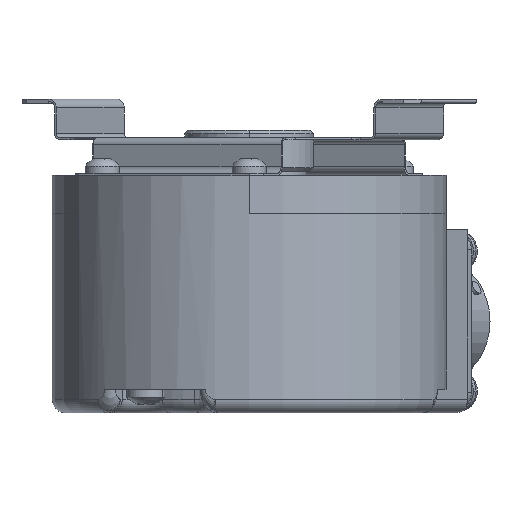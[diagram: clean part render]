
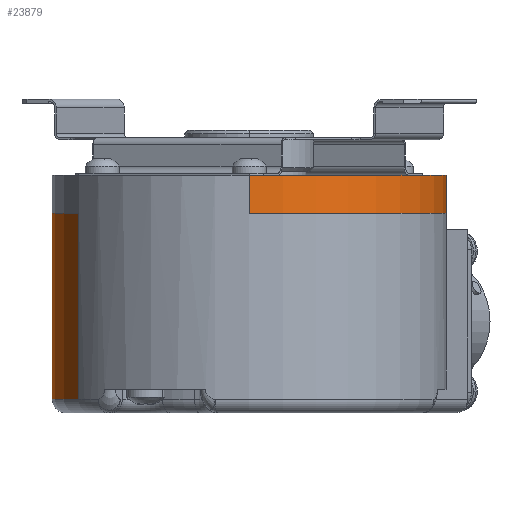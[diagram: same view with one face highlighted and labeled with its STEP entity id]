
A CAD part, left-side view. The second image highlights one B-rep face of the part: STEP entity #23879.
In plain terms, the highlighted cylindrical face has radius 29 mm (diameter 58 mm), a partial arc.
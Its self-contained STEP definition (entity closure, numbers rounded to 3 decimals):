
#395=DIRECTION('',(0.,0.,-1.));
#396=VECTOR('',#395,2.4);
#397=CARTESIAN_POINT('',(14.5,-25.115,12.4));
#398=LINE('',#397,#396);
#499=CARTESIAN_POINT('',(0.,0.,12.4));
#500=DIRECTION('',(0.,0.,1.));
#501=DIRECTION('',(1.,0.,0.));
#502=AXIS2_PLACEMENT_3D('',#499,#500,#501);
#504=DIRECTION('',(0.,0.,1.));
#505=VECTOR('',#504,5.6);
#506=CARTESIAN_POINT('',(29.,0.,12.4));
#507=LINE('',#506,#505);
#508=DIRECTION('',(0.,0.,-1.));
#509=VECTOR('',#508,27.4);
#510=CARTESIAN_POINT('',(-14.5,25.115,12.4));
#511=LINE('',#510,#509);
#512=CARTESIAN_POINT('',(18.616,22.236,-15.));
#513=CARTESIAN_POINT('',(18.637,22.218,-15.004));
#514=CARTESIAN_POINT('',(18.683,22.18,-14.993));
#515=CARTESIAN_POINT('',(18.755,22.119,-14.981));
#516=CARTESIAN_POINT('',(18.83,22.055,-14.957));
#517=CARTESIAN_POINT('',(18.908,21.988,-14.924));
#518=CARTESIAN_POINT('',(18.989,21.918,-14.881));
#519=CARTESIAN_POINT('',(19.071,21.847,-14.827));
#520=CARTESIAN_POINT('',(19.155,21.774,-14.762));
#521=CARTESIAN_POINT('',(19.236,21.702,-14.687));
#522=CARTESIAN_POINT('',(19.315,21.632,-14.603));
#523=CARTESIAN_POINT('',(19.389,21.566,-14.511));
#524=CARTESIAN_POINT('',(19.456,21.505,-14.414));
#525=CARTESIAN_POINT('',(19.516,21.451,-14.314));
#526=CARTESIAN_POINT('',(19.567,21.404,-14.213));
#527=CARTESIAN_POINT('',(19.61,21.365,-14.112));
#528=CARTESIAN_POINT('',(19.645,21.332,-14.014));
#529=CARTESIAN_POINT('',(19.673,21.307,-13.918));
#530=CARTESIAN_POINT('',(19.693,21.288,-13.826));
#531=CARTESIAN_POINT('',(19.707,21.275,-13.737));
#532=CARTESIAN_POINT('',(19.715,21.268,-13.651));
#533=CARTESIAN_POINT('',(19.718,21.265,-13.596));
#534=CARTESIAN_POINT('',(19.717,21.266,-13.57));
#536=CARTESIAN_POINT('',(28.565,5.004,-15.));
#537=CARTESIAN_POINT('',(28.56,5.031,-15.004));
#538=CARTESIAN_POINT('',(28.55,5.09,-14.993));
#539=CARTESIAN_POINT('',(28.533,5.183,-14.981));
#540=CARTESIAN_POINT('',(28.515,5.28,-14.957));
#541=CARTESIAN_POINT('',(28.496,5.381,-14.924));
#542=CARTESIAN_POINT('',(28.476,5.486,-14.881));
#543=CARTESIAN_POINT('',(28.456,5.593,-14.827));
#544=CARTESIAN_POINT('',(28.434,5.701,-14.762));
#545=CARTESIAN_POINT('',(28.412,5.808,-14.687));
#546=CARTESIAN_POINT('',(28.391,5.911,-14.603));
#547=CARTESIAN_POINT('',(28.371,6.008,-14.511));
#548=CARTESIAN_POINT('',(28.352,6.097,-14.414));
#549=CARTESIAN_POINT('',(28.335,6.175,-14.314));
#550=CARTESIAN_POINT('',(28.32,6.243,-14.213));
#551=CARTESIAN_POINT('',(28.307,6.301,-14.112));
#552=CARTESIAN_POINT('',(28.297,6.347,-14.014));
#553=CARTESIAN_POINT('',(28.289,6.384,-13.918));
#554=CARTESIAN_POINT('',(28.283,6.411,-13.826));
#555=CARTESIAN_POINT('',(28.278,6.43,-13.737));
#556=CARTESIAN_POINT('',(28.276,6.44,-13.651));
#557=CARTESIAN_POINT('',(28.275,6.444,-13.596));
#558=CARTESIAN_POINT('',(28.275,6.443,-13.57));
#560=DIRECTION('',(0.,0.,-1.));
#561=VECTOR('',#560,25.);
#562=CARTESIAN_POINT('',(28.781,3.561,10.));
#563=LINE('',#562,#561);
#564=CARTESIAN_POINT('',(0.,0.,12.4));
#565=DIRECTION('',(0.,0.,1.));
#566=DIRECTION('',(-1.,0.,0.));
#567=AXIS2_PLACEMENT_3D('',#564,#565,#566);
#569=DIRECTION('',(0.,0.,1.));
#570=VECTOR('',#569,5.6);
#571=CARTESIAN_POINT('',(-29.,0.,12.4));
#572=LINE('',#571,#570);
#573=CARTESIAN_POINT('',(0.,0.,-15.));
#574=DIRECTION('',(0.,0.,-1.));
#575=DIRECTION('',(-0.5,0.866,0.));
#576=AXIS2_PLACEMENT_3D('',#573,#574,#575);
#1375=CARTESIAN_POINT('',(0.,0.,18.));
#1376=DIRECTION('',(0.,0.,1.));
#1377=DIRECTION('',(-1.,0.,0.));
#1378=AXIS2_PLACEMENT_3D('',#1375,#1376,#1377);
#13427=CARTESIAN_POINT('',(0.,0.,-13.5));
#13428=DIRECTION('',(0.,0.,1.));
#13429=DIRECTION('',(0.975,0.222,0.));
#13430=AXIS2_PLACEMENT_3D('',#13427,#13428,#13429);
#13489=DIRECTION('',(0.,0.,1.));
#13490=VECTOR('',#13489,0.07);
#13491=CARTESIAN_POINT('',(19.717,21.266,
-13.57));
#13492=LINE('',#13491,#13490);
#13684=CARTESIAN_POINT('',(0.,0.,-15.));
#13685=DIRECTION('',(0.,0.,-1.));
#13686=DIRECTION('',(0.985,0.173,0.));
#13687=AXIS2_PLACEMENT_3D('',#13684,#13685,#13686);
#13713=CARTESIAN_POINT('',(0.,0.,10.));
#13714=DIRECTION('',(0.,0.,-1.));
#13715=DIRECTION('',(0.992,0.123,0.));
#13716=AXIS2_PLACEMENT_3D('',#13713,#13714,#13715);
#13754=DIRECTION('',(0.,0.,-1.));
#13755=VECTOR('',#13754,0.07);
#13756=CARTESIAN_POINT('',(28.275,6.443,-13.5));
#13757=LINE('',#13756,#13755);
#19219=CARTESIAN_POINT('',(29.,0.,18.));
#19220=CARTESIAN_POINT('',(-29.,0.,18.));
#19221=VERTEX_POINT('',#19219);
#19222=VERTEX_POINT('',#19220);
#22577=CARTESIAN_POINT('',(28.781,3.561,10.));
#22578=CARTESIAN_POINT('',(14.5,-25.115,10.));
#22579=VERTEX_POINT('',#22577);
#22580=VERTEX_POINT('',#22578);
#22583=CARTESIAN_POINT('',(28.275,6.443,-13.5));
#22584=CARTESIAN_POINT('',(19.717,21.266,-13.5));
#22585=VERTEX_POINT('',#22583);
#22586=VERTEX_POINT('',#22584);
#22605=CARTESIAN_POINT('',(28.781,3.561,-15.));
#22606=VERTEX_POINT('',#22605);
#22609=CARTESIAN_POINT('',(28.565,5.004,-15.));
#22610=VERTEX_POINT('',#22609);
#22627=CARTESIAN_POINT('',(-14.5,25.115,-15.));
#22628=CARTESIAN_POINT('',(18.616,22.236,-15.));
#22629=VERTEX_POINT('',#22627);
#22630=VERTEX_POINT('',#22628);
#22789=VERTEX_POINT('',#558);
#22793=CARTESIAN_POINT('',(19.717,21.266,
-13.57));
#22794=VERTEX_POINT('',#22793);
#22925=CARTESIAN_POINT('',(29.,0.,12.4));
#22926=CARTESIAN_POINT('',(-14.5,25.115,12.4));
#22927=VERTEX_POINT('',#22925);
#22928=VERTEX_POINT('',#22926);
#22929=CARTESIAN_POINT('',(-29.,0.,12.4));
#22930=CARTESIAN_POINT('',(14.5,-25.115,12.4));
#22931=VERTEX_POINT('',#22929);
#22932=VERTEX_POINT('',#22930);
#23846=CARTESIAN_POINT('',(0.,0.,0.));
#23847=DIRECTION('',(0.,0.,1.));
#23848=DIRECTION('',(1.,0.,0.));
#23849=AXIS2_PLACEMENT_3D('',#23846,#23847,#23848);
#23850=CYLINDRICAL_SURFACE('',#23849,29.);
#23851=ORIENTED_EDGE('',*,*,#23839,.F.);
#23852=ORIENTED_EDGE('',*,*,#23837,.T.);
#23853=ORIENTED_EDGE('',*,*,#23835,.T.);
#23855=ORIENTED_EDGE('',*,*,#23854,.T.);
#23857=ORIENTED_EDGE('',*,*,#23856,.T.);
#23859=ORIENTED_EDGE('',*,*,#23858,.T.);
#23861=ORIENTED_EDGE('',*,*,#23860,.F.);
#23863=ORIENTED_EDGE('',*,*,#23862,.T.);
#23865=ORIENTED_EDGE('',*,*,#23864,.F.);
#23867=ORIENTED_EDGE('',*,*,#23866,.T.);
#23869=ORIENTED_EDGE('',*,*,#23868,.F.);
#23871=ORIENTED_EDGE('',*,*,#23870,.T.);
#23872=ORIENTED_EDGE('',*,*,#23804,.F.);
#23873=ORIENTED_EDGE('',*,*,#23802,.F.);
#23874=ORIENTED_EDGE('',*,*,#23800,.T.);
#23876=ORIENTED_EDGE('',*,*,#23875,.T.);
#23877=EDGE_LOOP('',(#23851,#23852,#23853,#23855,#23857,#23859,#23861,#23863,
#23865,#23867,#23869,#23871,#23872,#23873,#23874,#23876));
#23878=FACE_OUTER_BOUND('',#23877,.F.);
#503=CIRCLE('',#502,29.);
#535=B_SPLINE_CURVE_WITH_KNOTS('',3,(#512,#513,#514,#515,#516,#517,#518,#519,
#520,#521,#522,#523,#524,#525,#526,#527,#528,#529,#530,#531,#532,#533,#534),
.UNSPECIFIED.,.F.,.F.,(4,1,1,1,1,1,1,1,1,1,1,1,1,1,1,1,1,1,1,1,4),(0.,0.05,
0.1,0.15,0.2,0.25,0.3,0.35,0.4,0.45,0.5,0.55,0.6,0.65,
0.7,0.75,0.8,0.85,0.9,0.95,1.),.UNSPECIFIED.);
#559=B_SPLINE_CURVE_WITH_KNOTS('',3,(#536,#537,#538,#539,#540,#541,#542,#543,
#544,#545,#546,#547,#548,#549,#550,#551,#552,#553,#554,#555,#556,#557,#558),
.UNSPECIFIED.,.F.,.F.,(4,1,1,1,1,1,1,1,1,1,1,1,1,1,1,1,1,1,1,1,4),(0.,0.05,
0.1,0.15,0.2,0.25,0.3,0.35,0.4,0.45,0.5,0.55,0.6,0.65,
0.7,0.75,0.8,0.85,0.9,0.95,1.),.UNSPECIFIED.);
#568=CIRCLE('',#567,29.);
#577=CIRCLE('',#576,29.);
#1379=CIRCLE('',#1378,29.);
#13431=CIRCLE('',#13430,29.);
#13688=CIRCLE('',#13687,29.);
#13717=CIRCLE('',#13716,29.);
#23800=EDGE_CURVE('',#22931,#19222,#572,.T.);
#23802=EDGE_CURVE('',#22931,#22932,#568,.T.);
#23804=EDGE_CURVE('',#22932,#22580,#398,.T.);
#23835=EDGE_CURVE('',#22928,#22629,#511,.T.);
#23837=EDGE_CURVE('',#22927,#22928,#503,.T.);
#23839=EDGE_CURVE('',#22927,#19221,#507,.T.);
#23854=EDGE_CURVE('',#22629,#22630,#577,.T.);
#23856=EDGE_CURVE('',#22630,#22794,#535,.T.);
#23858=EDGE_CURVE('',#22794,#22586,#13492,.T.);
#23860=EDGE_CURVE('',#22585,#22586,#13431,.T.);
#23862=EDGE_CURVE('',#22585,#22789,#13757,.T.);
#23864=EDGE_CURVE('',#22610,#22789,#559,.T.);
#23866=EDGE_CURVE('',#22610,#22606,#13688,.T.);
#23868=EDGE_CURVE('',#22579,#22606,#563,.T.);
#23870=EDGE_CURVE('',#22579,#22580,#13717,.T.);
#23875=EDGE_CURVE('',#19222,#19221,#1379,.T.);
#23879=ADVANCED_FACE('',(#23878),#23850,.T.);
